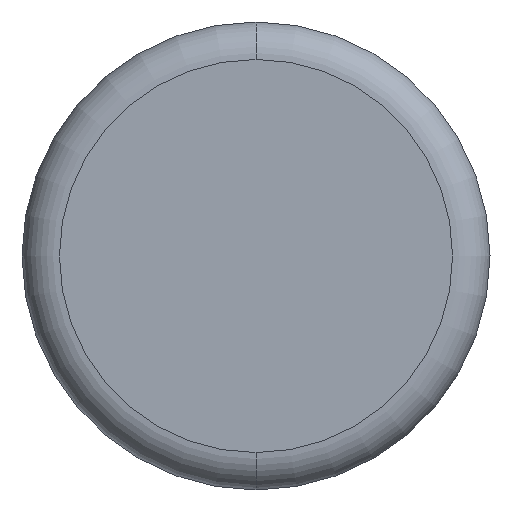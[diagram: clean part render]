
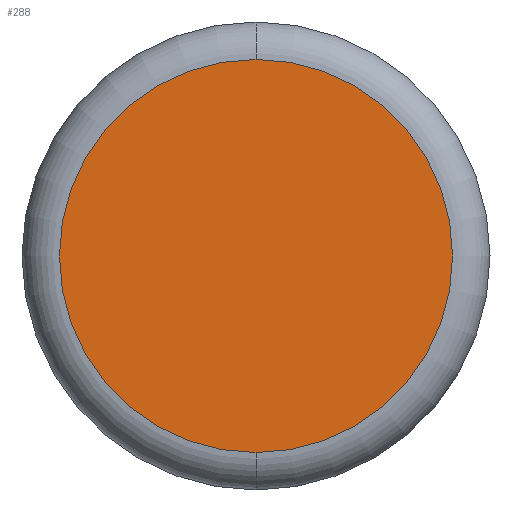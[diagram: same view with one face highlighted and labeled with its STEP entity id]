
A CAD part, front view. The second image highlights one B-rep face of the part: STEP entity #288.
In plain terms, the highlighted planar face has unit normal (0, -1, 0).
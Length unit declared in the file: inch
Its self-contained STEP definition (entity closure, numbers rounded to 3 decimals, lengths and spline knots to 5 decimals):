
#12 = AXIS2_PLACEMENT_3D ( 'NONE', #269, #355, #97 ) ;
#29 = AXIS2_PLACEMENT_3D ( 'NONE', #408, #296, #238 ) ;
#36 = EDGE_LOOP ( 'NONE', ( #203, #469 ) ) ;
#97 = DIRECTION ( 'NONE',  ( 0., 0., -1. ) ) ;
#117 = PLANE ( 'NONE',  #29 ) ;
#162 = VERTEX_POINT ( 'NONE', #191 ) ;
#191 = CARTESIAN_POINT ( 'NONE',  ( 0., 0., 0.315 ) ) ;
#203 = ORIENTED_EDGE ( 'NONE', *, *, #455, .T. ) ;
#238 = DIRECTION ( 'NONE',  ( 0., 0., -1. ) ) ;
#269 = CARTESIAN_POINT ( 'NONE',  ( 0., 0., 0. ) ) ;
#288 = ADVANCED_FACE ( 'NONE', ( #339 ), #117, .T. ) ;
#296 = DIRECTION ( 'NONE',  ( 0., -1., 0. ) ) ;
#311 = CIRCLE ( 'NONE', #448, 0.315 ) ;
#339 = FACE_OUTER_BOUND ( 'NONE', #36, .T. ) ;
#355 = DIRECTION ( 'NONE',  ( 0., -1., 0. ) ) ;
#379 = CARTESIAN_POINT ( 'NONE',  ( 0., 0., 0. ) ) ;
#408 = CARTESIAN_POINT ( 'NONE',  ( 0., 0., 0. ) ) ;
#435 = CARTESIAN_POINT ( 'NONE',  ( 0., 0., -0.315 ) ) ;
#448 = AXIS2_PLACEMENT_3D ( 'NONE', #379, #548, #507 ) ;
#455 = EDGE_CURVE ( 'NONE', #489, #162, #311, .T. ) ;
#469 = ORIENTED_EDGE ( 'NONE', *, *, #475, .T. ) ;
#475 = EDGE_CURVE ( 'NONE', #162, #489, #538, .T. ) ;
#489 = VERTEX_POINT ( 'NONE', #435 ) ;
#507 = DIRECTION ( 'NONE',  ( 0., 0., -1. ) ) ;
#538 = CIRCLE ( 'NONE', #12, 0.315 ) ;
#548 = DIRECTION ( 'NONE',  ( 0., -1., 0. ) ) ;
